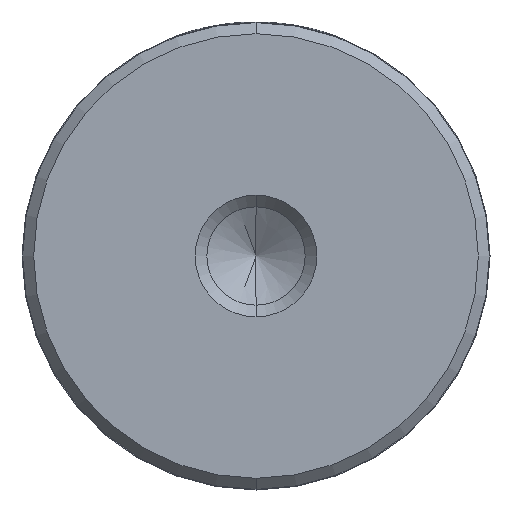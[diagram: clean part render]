
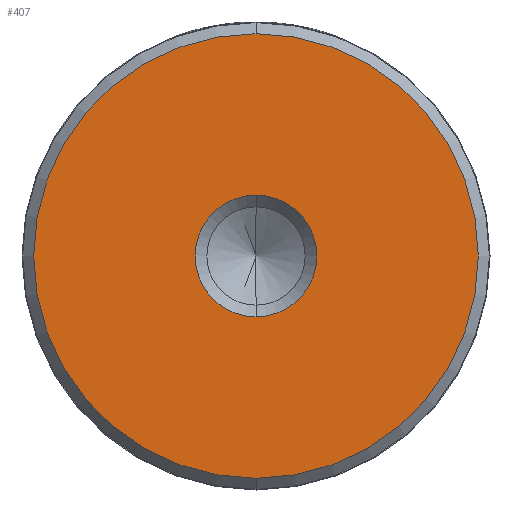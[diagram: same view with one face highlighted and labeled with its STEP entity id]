
A CAD part, front view. The second image highlights one B-rep face of the part: STEP entity #407.
In plain terms, the highlighted planar face has unit normal (0, -1, 0).
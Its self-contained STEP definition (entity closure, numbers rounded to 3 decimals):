
#42 = CARTESIAN_POINT ( 'NONE',  ( 0., -29.5, -2.6 ) ) ;
#73 = ORIENTED_EDGE ( 'NONE', *, *, #293, .T. ) ;
#136 = EDGE_CURVE ( 'NONE', #213, #143, #487, .T. ) ;
#139 = AXIS2_PLACEMENT_3D ( 'NONE', #1187, #472, #1305 ) ;
#143 = VERTEX_POINT ( 'NONE', #480 ) ;
#213 = VERTEX_POINT ( 'NONE', #1327 ) ;
#244 = CARTESIAN_POINT ( 'NONE',  ( 10., -29.5, 0. ) ) ;
#293 = EDGE_CURVE ( 'NONE', #879, #343, #826, .T. ) ;
#343 = VERTEX_POINT ( 'NONE', #481 ) ;
#365 = FACE_OUTER_BOUND ( 'NONE', #649, .T. ) ;
#368 = CARTESIAN_POINT ( 'NONE',  ( 0., -29.5, 0. ) ) ;
#370 = EDGE_CURVE ( 'NONE', #343, #879, #686, .T. ) ;
#375 = EDGE_CURVE ( 'NONE', #143, #213, #997, .T. ) ;
#407 = ADVANCED_FACE ( 'NONE', ( #1198, #365 ), #619, .T. ) ;
#472 = DIRECTION ( 'NONE',  ( 0., 1., 0. ) ) ;
#480 = CARTESIAN_POINT ( 'NONE',  ( 0., -29.5, 9.5 ) ) ;
#481 = CARTESIAN_POINT ( 'NONE',  ( 0., -29.5, 2.6 ) ) ;
#487 = CIRCLE ( 'NONE', #1535, 9.5 ) ;
#491 = DIRECTION ( 'NONE',  ( 0., 0., -1. ) ) ;
#619 = PLANE ( 'NONE',  #1514 ) ;
#643 = EDGE_LOOP ( 'NONE', ( #73, #1350 ) ) ;
#649 = EDGE_LOOP ( 'NONE', ( #1155, #1226 ) ) ;
#686 = CIRCLE ( 'NONE', #1046, 2.6 ) ;
#724 = CARTESIAN_POINT ( 'NONE',  ( 0., -29.5, 0. ) ) ;
#735 = CARTESIAN_POINT ( 'NONE',  ( 0., -29.5, 0. ) ) ;
#743 = DIRECTION ( 'NONE',  ( 0., 0., -1. ) ) ;
#826 = CIRCLE ( 'NONE', #139, 2.6 ) ;
#846 = DIRECTION ( 'NONE',  ( 0., 0., -1. ) ) ;
#856 = DIRECTION ( 'NONE',  ( 0., 0., -1. ) ) ;
#879 = VERTEX_POINT ( 'NONE', #42 ) ;
#997 = CIRCLE ( 'NONE', #1122, 9.5 ) ;
#1046 = AXIS2_PLACEMENT_3D ( 'NONE', #368, #1197, #491 ) ;
#1122 = AXIS2_PLACEMENT_3D ( 'NONE', #735, #1552, #856 ) ;
#1155 = ORIENTED_EDGE ( 'NONE', *, *, #375, .T. ) ;
#1187 = CARTESIAN_POINT ( 'NONE',  ( 0., -29.5, 0. ) ) ;
#1197 = DIRECTION ( 'NONE',  ( 0., 1., 0. ) ) ;
#1198 = FACE_BOUND ( 'NONE', #643, .T. ) ;
#1226 = ORIENTED_EDGE ( 'NONE', *, *, #136, .T. ) ;
#1305 = DIRECTION ( 'NONE',  ( 0., 0., -1. ) ) ;
#1327 = CARTESIAN_POINT ( 'NONE',  ( 0., -29.5, -9.5 ) ) ;
#1350 = ORIENTED_EDGE ( 'NONE', *, *, #370, .T. ) ;
#1439 = DIRECTION ( 'NONE',  ( 0., -1., 0. ) ) ;
#1514 = AXIS2_PLACEMENT_3D ( 'NONE', #244, #1439, #743 ) ;
#1535 = AXIS2_PLACEMENT_3D ( 'NONE', #724, #1540, #846 ) ;
#1540 = DIRECTION ( 'NONE',  ( 0., -1., 0. ) ) ;
#1552 = DIRECTION ( 'NONE',  ( 0., -1., 0. ) ) ;
